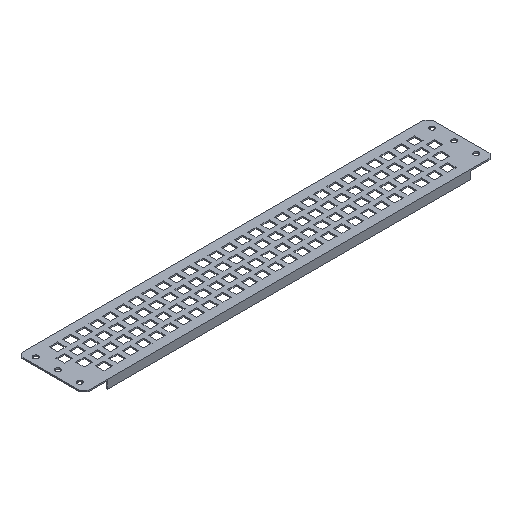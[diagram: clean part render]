
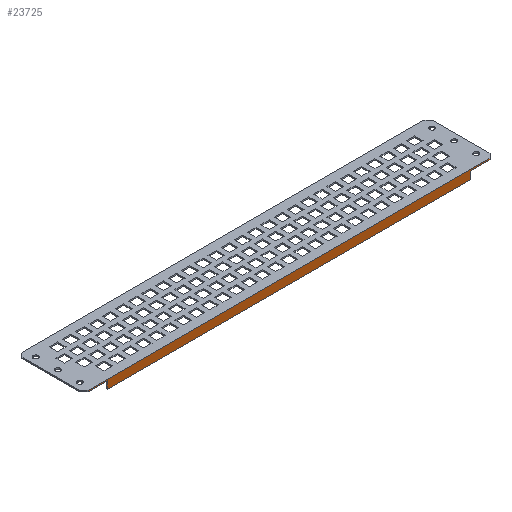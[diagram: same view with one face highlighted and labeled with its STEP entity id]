
A CAD part, isometric view. The second image highlights one B-rep face of the part: STEP entity #23725.
In plain terms, the highlighted planar face has unit normal (0, -1, 0).
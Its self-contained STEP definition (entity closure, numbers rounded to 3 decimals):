
#264=DIRECTION('',(1.,0.,0.));
#265=VECTOR('',#264,456.);
#266=CARTESIAN_POINT('',(7135.101,2958.11,1.5));
#267=LINE('',#266,#265);
#9934=DIRECTION('',(1.,0.,0.));
#9935=VECTOR('',#9934,412.);
#9936=CARTESIAN_POINT('',(7157.101,2958.11,-8.5));
#9937=LINE('',#9936,#9935);
#9962=DIRECTION('',(1.,0.,0.));
#9963=VECTOR('',#9962,22.);
#9964=CARTESIAN_POINT('',(7569.101,2958.11,0.));
#9965=LINE('',#9964,#9963);
#9969=DIRECTION('',(0.,0.,-1.));
#9970=VECTOR('',#9969,8.5);
#9971=CARTESIAN_POINT('',(7157.101,2958.11,0.));
#9972=LINE('',#9971,#9970);
#9976=DIRECTION('',(1.,0.,0.));
#9977=VECTOR('',#9976,22.);
#9978=CARTESIAN_POINT('',(7135.101,2958.11,0.));
#9979=LINE('',#9978,#9977);
#9983=DIRECTION('',(0.,0.,-1.));
#9984=VECTOR('',#9983,1.5);
#9985=CARTESIAN_POINT('',(7135.101,2958.11,1.5));
#9986=LINE('',#9985,#9984);
#9990=DIRECTION('',(0.,0.,-1.));
#9991=VECTOR('',#9990,8.5);
#9992=CARTESIAN_POINT('',(7569.101,2958.11,0.));
#9993=LINE('',#9992,#9991);
#10011=DIRECTION('',(0.,0.,-1.));
#10012=VECTOR('',#10011,1.5);
#10013=CARTESIAN_POINT('',(7591.101,2958.11,1.5));
#10014=LINE('',#10013,#10012);
#10061=CARTESIAN_POINT('',(7135.101,2958.11,1.5));
#10063=VERTEX_POINT('',#10061);
#10066=CARTESIAN_POINT('',(7135.101,2958.11,0.));
#10067=VERTEX_POINT('',#10066);
#10088=CARTESIAN_POINT('',(7591.101,2958.11,1.5));
#10089=VERTEX_POINT('',#10088);
#10090=CARTESIAN_POINT('',(7591.101,2958.11,0.));
#10091=VERTEX_POINT('',#10090);
#11940=CARTESIAN_POINT('',(7157.101,2958.11,-8.5));
#11941=CARTESIAN_POINT('',(7569.101,2958.11,-8.5));
#11942=VERTEX_POINT('',#11940);
#11943=VERTEX_POINT('',#11941);
#11956=CARTESIAN_POINT('',(7569.101,2958.11,0.));
#11958=VERTEX_POINT('',#11956);
#11962=CARTESIAN_POINT('',(7157.101,2958.11,0.));
#11963=VERTEX_POINT('',#11962);
#23707=CARTESIAN_POINT('',(7363.101,2958.11,0.));
#23708=DIRECTION('',(0.,-1.,0.));
#23709=DIRECTION('',(1.,0.,0.));
#23710=AXIS2_PLACEMENT_3D('',#23707,#23708,#23709);
#23711=PLANE('',#23710);
#23712=ORIENTED_EDGE('',*,*,#13279,.F.);
#23714=ORIENTED_EDGE('',*,*,#23713,.T.);
#23715=ORIENTED_EDGE('',*,*,#23689,.F.);
#23717=ORIENTED_EDGE('',*,*,#23716,.F.);
#23718=ORIENTED_EDGE('',*,*,#13271,.F.);
#23719=ORIENTED_EDGE('',*,*,#11971,.F.);
#23720=ORIENTED_EDGE('',*,*,#12005,.T.);
#23722=ORIENTED_EDGE('',*,*,#23721,.T.);
#23723=EDGE_LOOP('',(#23712,#23714,#23715,#23717,#23718,#23719,#23720,#23722));
#23724=FACE_OUTER_BOUND('',#23723,.F.);
#11971=EDGE_CURVE('',#10063,#10067,#9986,.T.);
#12005=EDGE_CURVE('',#10063,#10089,#267,.T.);
#13271=EDGE_CURVE('',#10067,#11963,#9979,.T.);
#13279=EDGE_CURVE('',#11958,#10091,#9965,.T.);
#23689=EDGE_CURVE('',#11942,#11943,#9937,.T.);
#23713=EDGE_CURVE('',#11958,#11943,#9993,.T.);
#23716=EDGE_CURVE('',#11963,#11942,#9972,.T.);
#23721=EDGE_CURVE('',#10089,#10091,#10014,.T.);
#23725=ADVANCED_FACE('',(#23724),#23711,.T.);
